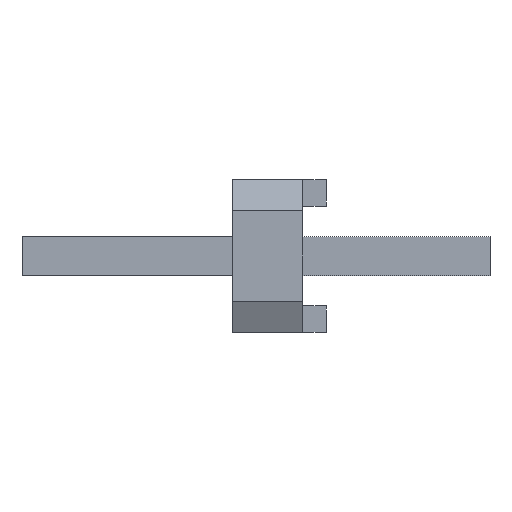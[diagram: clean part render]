
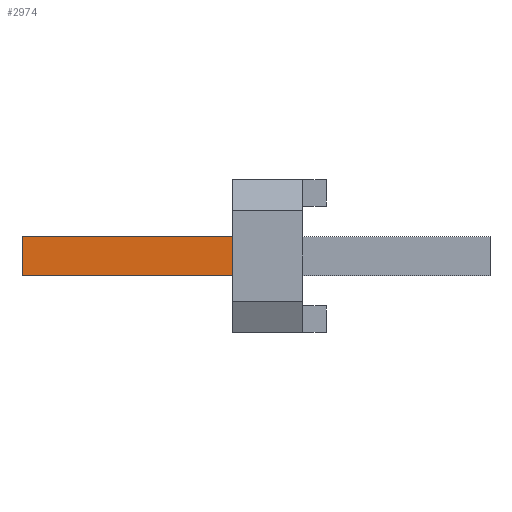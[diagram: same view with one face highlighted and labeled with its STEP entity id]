
A CAD part, left-side view. The second image highlights one B-rep face of the part: STEP entity #2974.
In plain terms, the highlighted planar face has unit normal (-1, 0, 0).
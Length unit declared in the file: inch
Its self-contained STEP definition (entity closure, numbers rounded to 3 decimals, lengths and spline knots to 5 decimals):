
#730=ORIENTED_EDGE('',*,*,#1232,.F.);
#731=ORIENTED_EDGE('',*,*,#1195,.F.);
#732=ORIENTED_EDGE('',*,*,#1225,.T.);
#733=ORIENTED_EDGE('',*,*,#1210,.T.);
#1195=EDGE_CURVE('',#1491,#1488,#1873,.T.);
#1210=EDGE_CURVE('',#1507,#1506,#1888,.T.);
#1225=EDGE_CURVE('',#1491,#1507,#1903,.T.);
#1232=EDGE_CURVE('',#1488,#1506,#1910,.T.);
#1488=VERTEX_POINT('',#4581);
#1491=VERTEX_POINT('',#4586);
#1506=VERTEX_POINT('',#4620);
#1507=VERTEX_POINT('',#4622);
#1873=LINE('',#4587,#2283);
#1888=LINE('',#4621,#2298);
#1903=LINE('',#4653,#2313);
#1910=LINE('',#4664,#2320);
#2283=VECTOR('',#3754,39.37008);
#2298=VECTOR('',#3777,39.37008);
#2313=VECTOR('',#3800,39.37008);
#2320=VECTOR('',#3815,39.37008);
#2488=EDGE_LOOP('',(#730,#731,#732,#733));
#2658=FACE_BOUND('',#2488,.T.);
#2820=PLANE('',#3140);
#2974=ADVANCED_FACE('',(#2658),#2820,.F.);
#3140=AXIS2_PLACEMENT_3D('',#4663,#3813,#3814);
#3754=DIRECTION('',(0.,-1.,0.));
#3777=DIRECTION('',(0.,-1.,0.));
#3800=DIRECTION('',(0.,0.,-1.));
#3813=DIRECTION('',(1.,0.,0.));
#3814=DIRECTION('',(0.,0.,-1.));
#3815=DIRECTION('',(0.,0.,-1.));
#4581=CARTESIAN_POINT('',(-0.1625,0.13,0.0125));
#4586=CARTESIAN_POINT('',(-0.1625,0.3,0.0125));
#4587=CARTESIAN_POINT('',(-0.1625,0.3,0.0125));
#4620=CARTESIAN_POINT('',(-0.1625,0.13,-0.0125));
#4621=CARTESIAN_POINT('',(-0.1625,0.3,-0.0125));
#4622=CARTESIAN_POINT('',(-0.1625,0.3,-0.0125));
#4653=CARTESIAN_POINT('',(-0.1625,0.3,0.0125));
#4663=CARTESIAN_POINT('',(-0.1625,0.3,0.0125));
#4664=CARTESIAN_POINT('',(-0.1625,0.13,0.0125));
